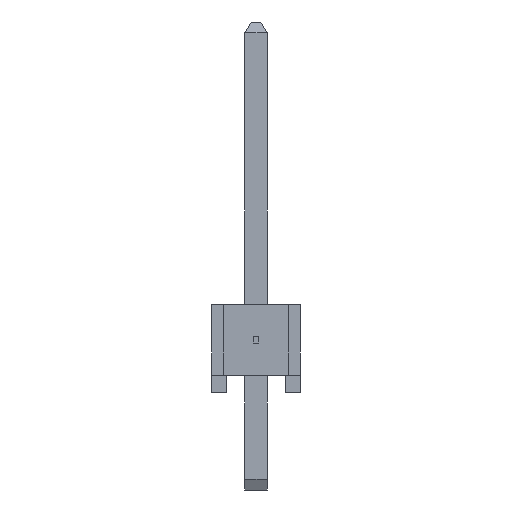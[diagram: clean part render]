
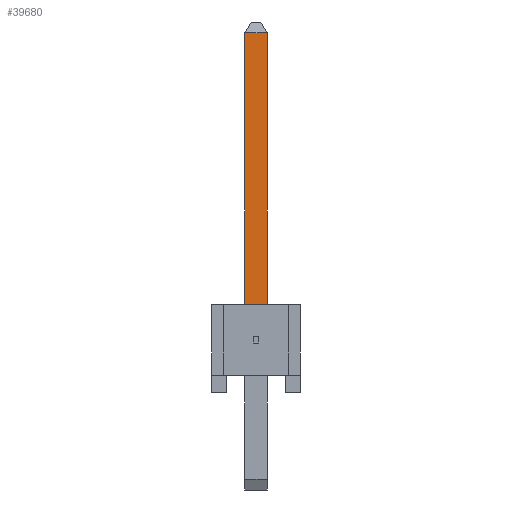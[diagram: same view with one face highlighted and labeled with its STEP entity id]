
A CAD part, left-side view. The second image highlights one B-rep face of the part: STEP entity #39680.
In plain terms, the highlighted planar face has unit normal (-1, 0, 0).
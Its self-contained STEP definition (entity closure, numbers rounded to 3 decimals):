
#39680 = ADVANCED_FACE('',(#39681),#39715,.F.);
#39681 = FACE_BOUND('',#39682,.T.);
#39682 = EDGE_LOOP('',(#39683,#39693,#39701,#39709));
#39683 = ORIENTED_EDGE('',*,*,#39684,.T.);
#39684 = EDGE_CURVE('',#39685,#39687,#39689,.T.);
#39685 = VERTEX_POINT('',#39686);
#39686 = CARTESIAN_POINT('',(-39.688,13.157,0.318));
#39687 = VERTEX_POINT('',#39688);
#39688 = CARTESIAN_POINT('',(-39.688,13.157,-0.318));
#39689 = LINE('',#39690,#39691);
#39690 = CARTESIAN_POINT('',(-39.688,13.157,2.54));
#39691 = VECTOR('',#39692,1.);
#39692 = DIRECTION('',(0.,0.,-1.));
#39693 = ORIENTED_EDGE('',*,*,#39694,.T.);
#39694 = EDGE_CURVE('',#39687,#39695,#39697,.T.);
#39695 = VERTEX_POINT('',#39696);
#39696 = CARTESIAN_POINT('',(-39.688,4.191,-0.318));
#39697 = LINE('',#39698,#39699);
#39698 = CARTESIAN_POINT('',(-39.688,13.462,-0.318));
#39699 = VECTOR('',#39700,1.);
#39700 = DIRECTION('',(0.,-1.,0.));
#39701 = ORIENTED_EDGE('',*,*,#39702,.F.);
#39702 = EDGE_CURVE('',#39703,#39695,#39705,.T.);
#39703 = VERTEX_POINT('',#39704);
#39704 = CARTESIAN_POINT('',(-39.688,4.191,0.318));
#39705 = LINE('',#39706,#39707);
#39706 = CARTESIAN_POINT('',(-39.688,4.191,0.318));
#39707 = VECTOR('',#39708,1.);
#39708 = DIRECTION('',(0.,0.,-1.));
#39709 = ORIENTED_EDGE('',*,*,#39710,.F.);
#39710 = EDGE_CURVE('',#39685,#39703,#39711,.T.);
#39711 = LINE('',#39712,#39713);
#39712 = CARTESIAN_POINT('',(-39.688,13.462,0.318));
#39713 = VECTOR('',#39714,1.);
#39714 = DIRECTION('',(0.,-1.,0.));
#39715 = PLANE('',#39716);
#39716 = AXIS2_PLACEMENT_3D('',#39717,#39718,#39719);
#39717 = CARTESIAN_POINT('',(-39.688,13.462,0.318));
#39718 = DIRECTION('',(1.,0.,0.));
#39719 = DIRECTION('',(0.,0.,-1.));
